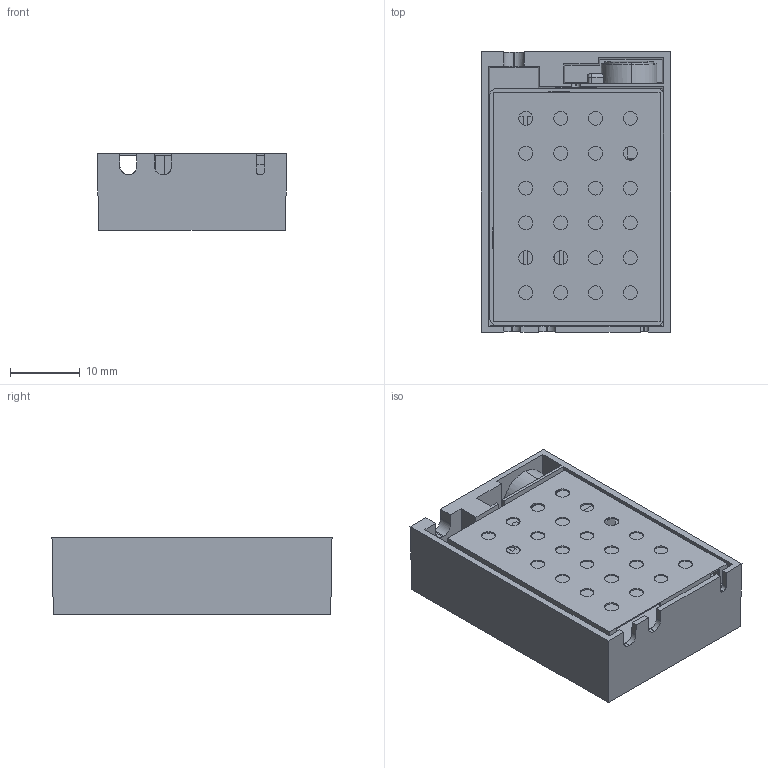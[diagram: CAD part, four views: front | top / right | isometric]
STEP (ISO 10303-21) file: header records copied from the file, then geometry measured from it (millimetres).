
FILE_DESCRIPTION (( 'STEP AP214' ), '1' );
FILE_NAME ('蚾饜极_郋え碟赽.STEP', '2022-05-31T06:32:49', ( '' ), ( '' ), 'SwSTEP 2.0', 'SolidWorks 2016', '' );
FILE_SCHEMA (( 'AUTOMOTIVE_DESIGN' ));
Length unit declared in the file: millimetre
Products named in the file (6): 淥雄萇儂0827; そ敖欶; 郋え碟赽PCB; 萇喀603025; 郋え碟赽俋褲_拏宒; 蚾饜极_郋え碟赽
Assembly tree (5 placements, depth 2):
  蚾饜极_郋え碟赽
    郋え碟赽俋褲_拏宒
    萇喀603025
    郋え碟赽PCB
    そ敖欶
    淥雄萇儂0827
Bounding box: 27.18 x 40.18 x 11 mm (x, y, z)
Volume: 8230.3 mm3; surface area: 12377.6 mm2
Topology: 5 solids, 5 shells, 623 faces, 1687 edges, 1108 vertices
Faces by surface type: plane 419, cylinder 105, bspline 93, sphere 4, torus 2
Entity records: 29496 total; most frequent: CARTESIAN_POINT 9005, ORIENTED_EDGE 3366, DIRECTION 2699, EDGE_CURVE 1683, VECTOR 1283, LINE 1283, VERTEX_POINT 1108, EDGE_LOOP 723
